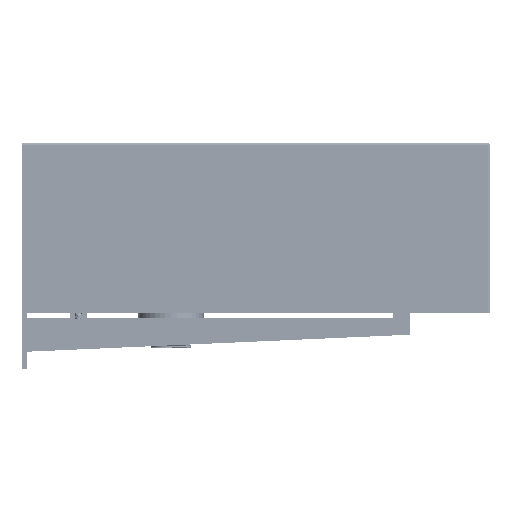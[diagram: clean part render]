
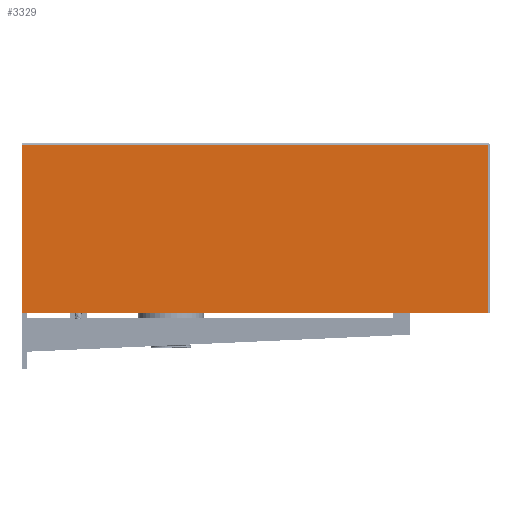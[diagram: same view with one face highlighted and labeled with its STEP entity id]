
A CAD part, left-side view. The second image highlights one B-rep face of the part: STEP entity #3329.
In plain terms, the highlighted planar face has unit normal (-1, 0, 0).
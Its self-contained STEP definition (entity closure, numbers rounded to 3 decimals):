
#3329=ADVANCED_FACE('',(#5954),#4760,.T.);
#4760=PLANE('',#29868);
#5954=FACE_OUTER_BOUND('',#7666,.T.);
#7666=EDGE_LOOP('',(#11822,#11823,#11824,#11825));
#11822=ORIENTED_EDGE('',*,*,#21170,.T.);
#11823=ORIENTED_EDGE('',*,*,#21171,.T.);
#11824=ORIENTED_EDGE('',*,*,#21172,.T.);
#11825=ORIENTED_EDGE('',*,*,#21173,.F.);
#17987=VERTEX_POINT('',#133336);
#17988=VERTEX_POINT('',#133337);
#17989=VERTEX_POINT('',#133339);
#17990=VERTEX_POINT('',#133341);
#21170=EDGE_CURVE('',#17987,#17988,#24685,.T.);
#21171=EDGE_CURVE('',#17988,#17989,#24686,.T.);
#21172=EDGE_CURVE('',#17989,#17990,#24687,.T.);
#21173=EDGE_CURVE('',#17987,#17990,#24688,.T.);
#24685=LINE('',#133335,#27419);
#24686=LINE('',#133338,#27420);
#24687=LINE('',#133340,#27421);
#24688=LINE('',#133342,#27422);
#27419=VECTOR('',#33993,1.);
#27420=VECTOR('',#33994,1.);
#27421=VECTOR('',#33995,1.);
#27422=VECTOR('',#33996,1.);
#29868=AXIS2_PLACEMENT_3D('',#133343,#33997,#33998);
#33993=DIRECTION('',(0.,0.,1.));
#33994=DIRECTION('',(0.,1.,0.));
#33995=DIRECTION('',(0.,0.,-1.));
#33996=DIRECTION('',(0.,1.,0.));
#33997=DIRECTION('',(-1.,0.,0.));
#33998=DIRECTION('',(0.,0.,1.));
#133335=CARTESIAN_POINT('',(0.,2.,0.));
#133336=CARTESIAN_POINT('',(0.,2.,-200.));
#133337=CARTESIAN_POINT('',(0.,2.,-2.));
#133338=CARTESIAN_POINT('',(0.,550.,-2.));
#133339=CARTESIAN_POINT('',(0.,550.,-2.));
#133340=CARTESIAN_POINT('',(0.,550.,0.));
#133341=CARTESIAN_POINT('',(0.,550.,-200.));
#133342=CARTESIAN_POINT('',(0.,0.,-200.));
#133343=CARTESIAN_POINT('',(0.,550.,0.));
